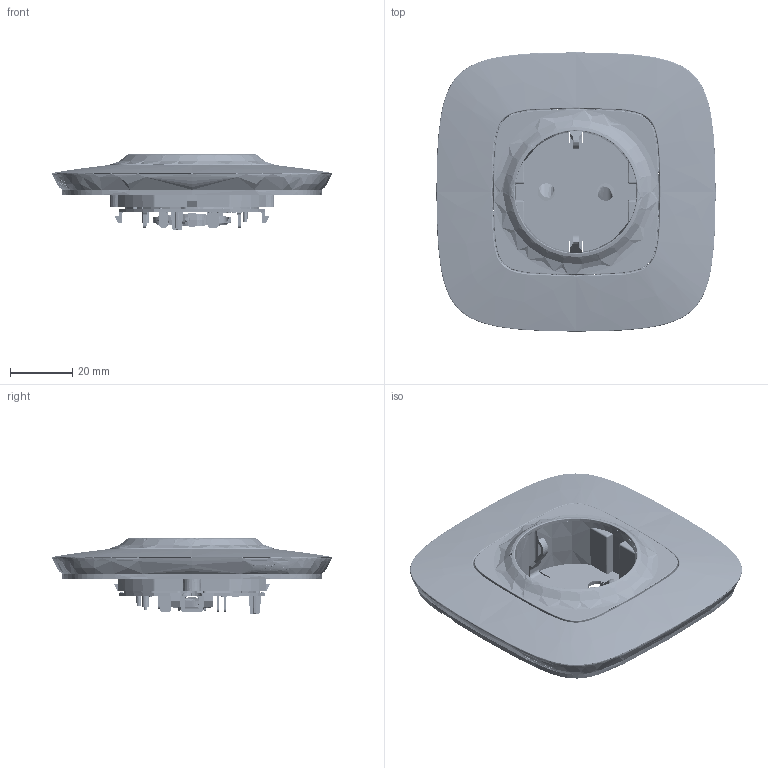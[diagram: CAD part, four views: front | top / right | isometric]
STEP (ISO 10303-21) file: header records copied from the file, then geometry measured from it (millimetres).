
FILE_DESCRIPTION(('CATIA V5 STEP Exchange','CAx-IF Rec.Pracs.--- Model Styling and Organization---1.5--- 2016-08-15','CAx-IF Rec.Pracs.---Supplemental Geometry---1.0---2011-11-01','CAx-IF Rec.Pracs.--- Composite Materials ---1.1---2010-07-15'),'2;1');
FILE_NAME('VA_752594_SOCKET.stp','2021-10-01T11:51:27+00:00',('none'),('none'),'CATIA Version 5-6 Release 2020 SP3','CATIA V5 STEP AP214 v2','none');
FILE_SCHEMA(('AUTOMOTIVE_DESIGN { 1 0 10303 214 1 1 1 1 }'));
Products named in the file (1): VLA_752594_SOCKET
Bounding box: 89.76 x 89.76 x 24.45 mm (x, y, z)
Volume: 32676.4 mm3; surface area: 55161.7 mm2
Topology: 9 solids, 9 shells, 10810 faces, 30669 edges, 20065 vertices
Faces by surface type: plane 7737, cylinder 964, bspline 879, cone 547, extrusion 513, torus 105, sphere 65
Entity records: 424569 total; most frequent: CARTESIAN_POINT 175550, ORIENTED_EDGE 61200, DIRECTION 34738, EDGE_CURVE 30600, VERTEX_POINT 20065, VECTOR 16339, LINE 15826, B_SPLINE_CURVE_WITH_KNOTS 13498
